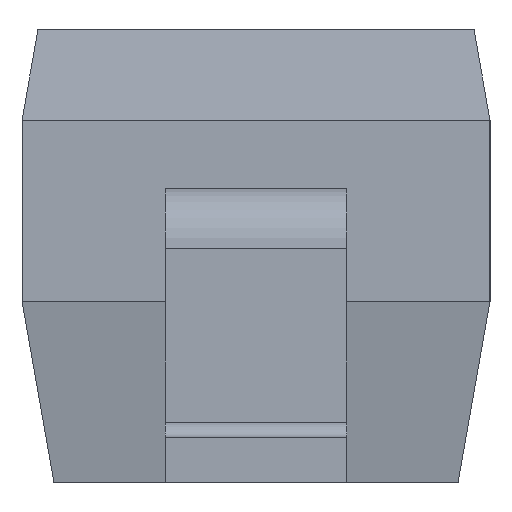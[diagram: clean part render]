
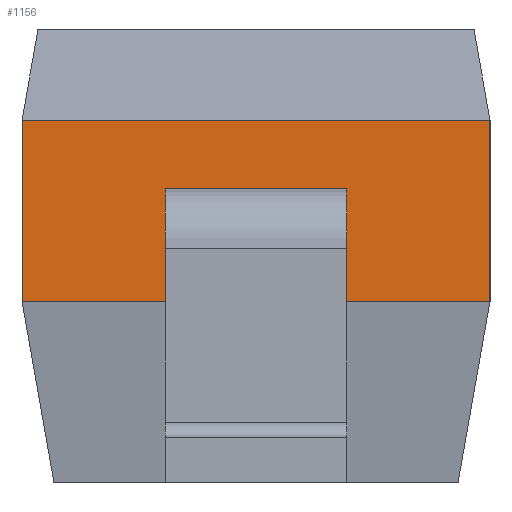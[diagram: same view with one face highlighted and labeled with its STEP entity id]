
A CAD part, left-side view. The second image highlights one B-rep face of the part: STEP entity #1156.
In plain terms, the highlighted planar face has unit normal (-1, 0, 0).
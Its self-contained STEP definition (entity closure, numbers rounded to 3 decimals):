
#1096 = CARTESIAN_POINT ( 'NONE',  ( -1.35, 0.775, 0.6 ) ) ;
#1097 = VERTEX_POINT ( 'NONE', #1096 ) ;
#1104 = CARTESIAN_POINT ( 'NONE',  ( -1.35, 0.775, 1.2 ) ) ;
#1105 = VERTEX_POINT ( 'NONE', #1104 ) ;
#1106 = CARTESIAN_POINT ( 'NONE',  ( -1.35, 0.775, 1.5 ) ) ;
#1107 = DIRECTION ( 'NONE',  ( 0., 0., -1. ) ) ;
#1108 = VECTOR ( 'NONE', #1107, 1000. ) ;
#1109 = LINE ( 'NONE', #1106, #1108 ) ;
#1110 = EDGE_CURVE ( 'NONE', #1105, #1097, #1109, .T. ) ;
#1126 = ORIENTED_EDGE ( 'NONE', *, *, #1110, .T. ) ;
#1127 = CARTESIAN_POINT ( 'NONE',  ( -1.35, -0.775, 0.6 ) ) ;
#1128 = VERTEX_POINT ( 'NONE', #1127 ) ;
#1129 = CARTESIAN_POINT ( 'NONE',  ( -1.35, -0.775, 0.6 ) ) ;
#1130 = DIRECTION ( 'NONE',  ( 0., -1., 0. ) ) ;
#1131 = VECTOR ( 'NONE', #1130, 1000. ) ;
#1132 = LINE ( 'NONE', #1129, #1131 ) ;
#1133 = EDGE_CURVE ( 'NONE', #1097, #1128, #1132, .T. ) ;
#1134 = ORIENTED_EDGE ( 'NONE', *, *, #1133, .T. ) ;
#1135 = CARTESIAN_POINT ( 'NONE',  ( -1.35, -0.775, 1.2 ) ) ;
#1136 = VERTEX_POINT ( 'NONE', #1135 ) ;
#1137 = CARTESIAN_POINT ( 'NONE',  ( -1.35, -0.775, 1.5 ) ) ;
#1138 = DIRECTION ( 'NONE',  ( 0., 0., -1. ) ) ;
#1139 = VECTOR ( 'NONE', #1138, 1000. ) ;
#1140 = LINE ( 'NONE', #1137, #1139 ) ;
#1141 = EDGE_CURVE ( 'NONE', #1136, #1128, #1140, .T. ) ;
#1142 = ORIENTED_EDGE ( 'NONE', *, *, #1141, .F. ) ;
#1143 = CARTESIAN_POINT ( 'NONE',  ( -1.35, -0.775, 1.2 ) ) ;
#1144 = DIRECTION ( 'NONE',  ( 0., 1., 0. ) ) ;
#1145 = VECTOR ( 'NONE', #1144, 1000. ) ;
#1146 = LINE ( 'NONE', #1143, #1145 ) ;
#1147 = EDGE_CURVE ( 'NONE', #1136, #1105, #1146, .T. ) ;
#1148 = ORIENTED_EDGE ( 'NONE', *, *, #1147, .T. ) ;
#1149 = EDGE_LOOP ( 'NONE', ( #1126, #1134, #1142, #1148 ) ) ;
#1150 = FACE_OUTER_BOUND ( 'NONE', #1149, .T. ) ;
#1151 = CARTESIAN_POINT ( 'NONE',  ( -1.35, -0.775, 1.5 ) ) ;
#1152 = DIRECTION ( 'NONE',  ( 1., 0., 0. ) ) ;
#1153 = DIRECTION ( 'NONE',  ( 0., 1., 0. ) ) ;
#1154 = AXIS2_PLACEMENT_3D ( 'NONE', #1151, #1152, #1153 ) ;
#1155 = PLANE ( 'NONE', #1154 ) ;
#1156 = ADVANCED_FACE ( 'NONE', ( #1150 ), #1155, .F. ) ;
